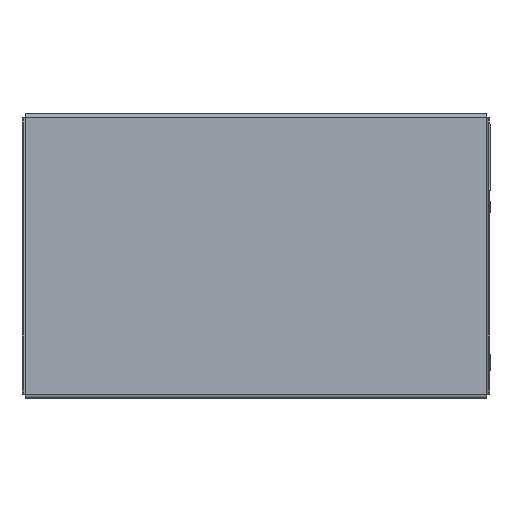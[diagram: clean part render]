
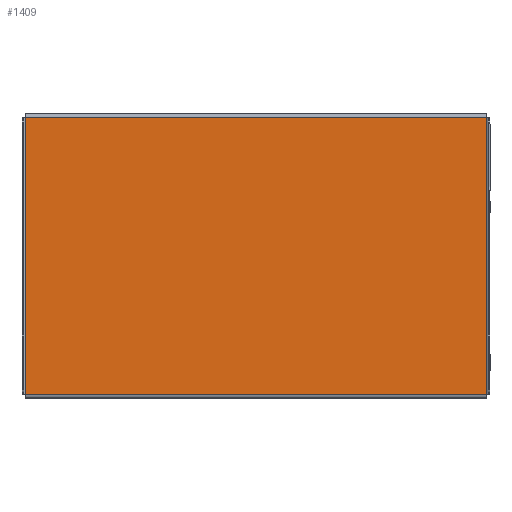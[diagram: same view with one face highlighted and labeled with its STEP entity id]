
A CAD part, top view. The second image highlights one B-rep face of the part: STEP entity #1409.
In plain terms, the highlighted planar face has unit normal (0, 0, 1).
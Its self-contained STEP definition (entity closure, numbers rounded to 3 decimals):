
#69 = CARTESIAN_POINT ( 'NONE',  ( 150.8, 90.8, 0. ) ) ;
#148 = VERTEX_POINT ( 'NONE', #670 ) ;
#217 = LINE ( 'NONE', #1034, #1457 ) ;
#246 = EDGE_CURVE ( 'NONE', #1277, #438, #913, .T. ) ;
#438 = VERTEX_POINT ( 'NONE', #576 ) ;
#479 = ORIENTED_EDGE ( 'NONE', *, *, #246, .T. ) ;
#486 = CARTESIAN_POINT ( 'NONE',  ( 153., 90.8, 0. ) ) ;
#576 = CARTESIAN_POINT ( 'NONE',  ( 150.8, -90.8, 0. ) ) ;
#665 = CARTESIAN_POINT ( 'NONE',  ( 153., -90.8, 0. ) ) ;
#670 = CARTESIAN_POINT ( 'NONE',  ( -150.8, 90.8, 0. ) ) ;
#698 = VERTEX_POINT ( 'NONE', #69 ) ;
#726 = LINE ( 'NONE', #733, #1069 ) ;
#733 = CARTESIAN_POINT ( 'NONE',  ( -150.8, -90.8, 0. ) ) ;
#790 = CARTESIAN_POINT ( 'NONE',  ( -150.8, -90.8, 0. ) ) ;
#801 = VECTOR ( 'NONE', #1849, 1000. ) ;
#814 = PLANE ( 'NONE',  #2214 ) ;
#851 = DIRECTION ( 'NONE',  ( 1., 0., 0. ) ) ;
#913 = LINE ( 'NONE', #665, #1689 ) ;
#940 = ORIENTED_EDGE ( 'NONE', *, *, #973, .F. ) ;
#973 = EDGE_CURVE ( 'NONE', #1277, #148, #726, .T. ) ;
#1034 = CARTESIAN_POINT ( 'NONE',  ( 150.8, 90.8, 0. ) ) ;
#1069 = VECTOR ( 'NONE', #1731, 1000. ) ;
#1142 = LINE ( 'NONE', #486, #801 ) ;
#1197 = EDGE_LOOP ( 'NONE', ( #479, #1952, #2219, #940 ) ) ;
#1277 = VERTEX_POINT ( 'NONE', #790 ) ;
#1409 = ADVANCED_FACE ( 'NONE', ( #1720 ), #814, .T. ) ;
#1457 = VECTOR ( 'NONE', #1696, 1000. ) ;
#1489 = DIRECTION ( 'NONE',  ( 1., 0., 0. ) ) ;
#1683 = EDGE_CURVE ( 'NONE', #698, #148, #1142, .T. ) ;
#1689 = VECTOR ( 'NONE', #851, 1000. ) ;
#1696 = DIRECTION ( 'NONE',  ( 0., -1., 0. ) ) ;
#1720 = FACE_OUTER_BOUND ( 'NONE', #1197, .T. ) ;
#1731 = DIRECTION ( 'NONE',  ( 0., 1., 0. ) ) ;
#1745 = EDGE_CURVE ( 'NONE', #698, #438, #217, .T. ) ;
#1849 = DIRECTION ( 'NONE',  ( -1., 0., 0. ) ) ;
#1952 = ORIENTED_EDGE ( 'NONE', *, *, #1745, .F. ) ;
#2161 = DIRECTION ( 'NONE',  ( 0., 0., 1. ) ) ;
#2179 = CARTESIAN_POINT ( 'NONE',  ( 0., 0., 0. ) ) ;
#2214 = AXIS2_PLACEMENT_3D ( 'NONE', #2179, #2161, #1489 ) ;
#2219 = ORIENTED_EDGE ( 'NONE', *, *, #1683, .T. ) ;
